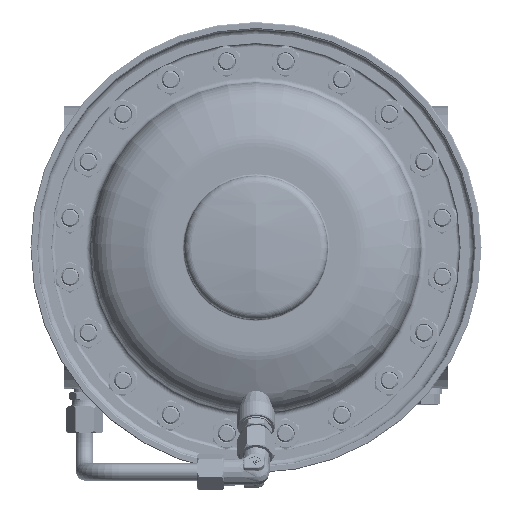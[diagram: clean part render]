
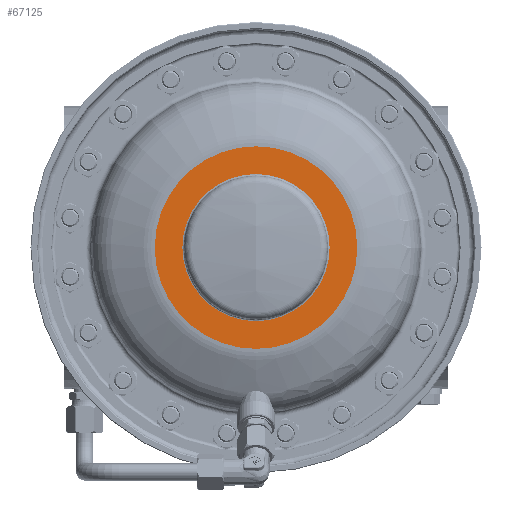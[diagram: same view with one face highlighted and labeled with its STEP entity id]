
A CAD part, front view. The second image highlights one B-rep face of the part: STEP entity #67125.
In plain terms, the highlighted planar face has unit normal (0, -1, 0).
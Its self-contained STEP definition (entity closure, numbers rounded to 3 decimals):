
#65535=CARTESIAN_POINT('',(0.,10.,0.));
#65536=DIRECTION('',(0.,-1.,0.));
#65537=DIRECTION('',(1.,0.,0.));
#65538=AXIS2_PLACEMENT_3D('',#65535,#65536,#65537);
#65540=CARTESIAN_POINT('',(0.,10.,0.));
#65541=DIRECTION('',(0.,-1.,0.));
#65542=DIRECTION('',(-1.,0.,0.));
#65543=AXIS2_PLACEMENT_3D('',#65540,#65541,#65542);
#65545=CARTESIAN_POINT('',(0.,10.,0.));
#65546=DIRECTION('',(0.,-1.,0.));
#65547=DIRECTION('',(1.,0.,0.));
#65548=AXIS2_PLACEMENT_3D('',#65545,#65546,#65547);
#65560=CARTESIAN_POINT('',(0.,10.,0.));
#65561=DIRECTION('',(0.,1.,0.));
#65562=DIRECTION('',(1.,0.,0.));
#65563=AXIS2_PLACEMENT_3D('',#65560,#65561,#65562);
#66758=CARTESIAN_POINT('',(59.161,10.,0.));
#66759=VERTEX_POINT('',#66758);
#66774=CARTESIAN_POINT('',(-59.161,10.,0.));
#66776=VERTEX_POINT('',#66774);
#66838=CARTESIAN_POINT('',(43.,10.,0.));
#66839=CARTESIAN_POINT('',(-43.,10.,0.));
#66840=VERTEX_POINT('',#66838);
#66841=VERTEX_POINT('',#66839);
#67109=CARTESIAN_POINT('',(0.,10.,0.));
#67110=DIRECTION('',(0.,-1.,0.));
#67111=DIRECTION('',(-1.,0.,0.));
#67112=AXIS2_PLACEMENT_3D('',#67109,#67110,#67111);
#67113=PLANE('',#67112);
#67115=ORIENTED_EDGE('',*,*,#67114,.F.);
#67117=ORIENTED_EDGE('',*,*,#67116,.T.);
#67118=EDGE_LOOP('',(#67115,#67117));
#67119=FACE_OUTER_BOUND('',#67118,.F.);
#67120=ORIENTED_EDGE('',*,*,#67099,.T.);
#67122=ORIENTED_EDGE('',*,*,#67121,.T.);
#67123=EDGE_LOOP('',(#67120,#67122));
#67124=FACE_BOUND('',#67123,.F.);
#65539=CIRCLE('',#65538,43.);
#65544=CIRCLE('',#65543,43.);
#65549=CIRCLE('',#65548,59.161);
#65564=CIRCLE('',#65563,59.161);
#67099=EDGE_CURVE('',#66840,#66841,#65539,.T.);
#67114=EDGE_CURVE('',#66759,#66776,#65549,.T.);
#67116=EDGE_CURVE('',#66759,#66776,#65564,.T.);
#67121=EDGE_CURVE('',#66841,#66840,#65544,.T.);
#67125=ADVANCED_FACE('',(#67119,#67124),#67113,.T.);
